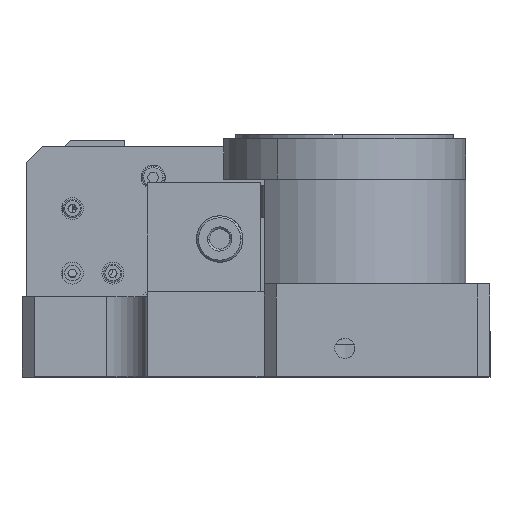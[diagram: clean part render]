
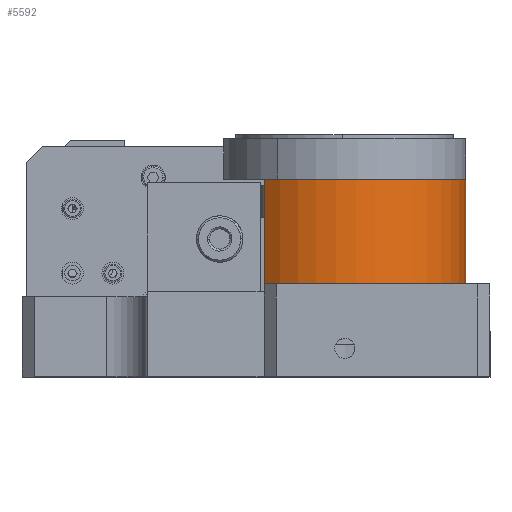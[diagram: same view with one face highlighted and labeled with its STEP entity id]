
A CAD part, top view. The second image highlights one B-rep face of the part: STEP entity #5592.
In plain terms, the highlighted cylindrical face has radius 30 mm (diameter 60 mm), a partial arc.
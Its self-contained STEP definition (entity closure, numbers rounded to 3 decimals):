
#1424 = LINE ( 'NONE', #9960, #1429 ) ;
#1429 = VECTOR ( 'NONE', #9965, 1000. ) ;
#1442 = CIRCLE ( 'NONE', #4595, 30. ) ;
#2278 = ORIENTED_EDGE ( 'NONE', *, *, #23062, .T. ) ;
#2279 = ORIENTED_EDGE ( 'NONE', *, *, #23093, .T. ) ;
#2280 = ORIENTED_EDGE ( 'NONE', *, *, #22383, .F. ) ;
#2281 = ORIENTED_EDGE ( 'NONE', *, *, #22392, .F. ) ;
#2812 = EDGE_LOOP ( 'NONE', ( #2280, #2281, #2278, #2279 ) ) ;
#3327 = DIRECTION ( 'NONE',  ( 1., 0., 0. ) ) ;
#3334 = CARTESIAN_POINT ( 'NONE',  ( -42.975, 49., 39.5 ) ) ;
#3335 = DIRECTION ( 'NONE',  ( 0., -1., 0. ) ) ;
#4595 = AXIS2_PLACEMENT_3D ( 'NONE', #9987, #9988, #9989 ) ;
#4765 = AXIS2_PLACEMENT_3D ( 'NONE', #13006, #13007, #13008 ) ;
#5067 = FACE_OUTER_BOUND ( 'NONE', #2812, .T. ) ;
#5075 = CYLINDRICAL_SURFACE ( 'NONE', #21651, 30. ) ;
#5592 = ADVANCED_FACE ( 'NONE', ( #5067 ), #5075, .T. ) ;
#9960 = CARTESIAN_POINT ( 'NONE',  ( -12.975, 49., 39.5 ) ) ;
#9965 = DIRECTION ( 'NONE',  ( 0., -1., 0. ) ) ;
#9987 = CARTESIAN_POINT ( 'NONE',  ( -42.975, 49., 39.5 ) ) ;
#9988 = DIRECTION ( 'NONE',  ( 0., 1., 0. ) ) ;
#9989 = DIRECTION ( 'NONE',  ( -1., 0., 0. ) ) ;
#12906 = CARTESIAN_POINT ( 'NONE',  ( -62.975, 49., 61.861 ) ) ;
#12907 = DIRECTION ( 'NONE',  ( 0., -1., 0. ) ) ;
#13006 = CARTESIAN_POINT ( 'NONE',  ( -42.975, 23., 39.5 ) ) ;
#13007 = DIRECTION ( 'NONE',  ( 0., 1., 0. ) ) ;
#13008 = DIRECTION ( 'NONE',  ( -1., 0., 0. ) ) ;
#13937 = CARTESIAN_POINT ( 'NONE',  ( -62.975, 49., 61.861 ) ) ;
#13958 = CARTESIAN_POINT ( 'NONE',  ( -12.975, 49., 39.5 ) ) ;
#14016 = CARTESIAN_POINT ( 'NONE',  ( -12.975, 23., 39.5 ) ) ;
#14025 = CARTESIAN_POINT ( 'NONE',  ( -62.975, 23., 61.861 ) ) ;
#19645 = VERTEX_POINT ( 'NONE', #13937 ) ;
#19731 = VERTEX_POINT ( 'NONE', #13958 ) ;
#19909 = VERTEX_POINT ( 'NONE', #14016 ) ;
#19939 = VERTEX_POINT ( 'NONE', #14025 ) ;
#20501 = LINE ( 'NONE', #12906, #20505 ) ;
#20505 = VECTOR ( 'NONE', #12907, 1000. ) ;
#20587 = CIRCLE ( 'NONE', #4765, 30. ) ;
#21651 = AXIS2_PLACEMENT_3D ( 'NONE', #3334, #3335, #3327 ) ;
#22383 = EDGE_CURVE ( 'NONE', #19731, #19909, #1424, .T. ) ;
#22392 = EDGE_CURVE ( 'NONE', #19645, #19731, #1442, .T. ) ;
#23062 = EDGE_CURVE ( 'NONE', #19645, #19939, #20501, .T. ) ;
#23093 = EDGE_CURVE ( 'NONE', #19939, #19909, #20587, .T. ) ;
